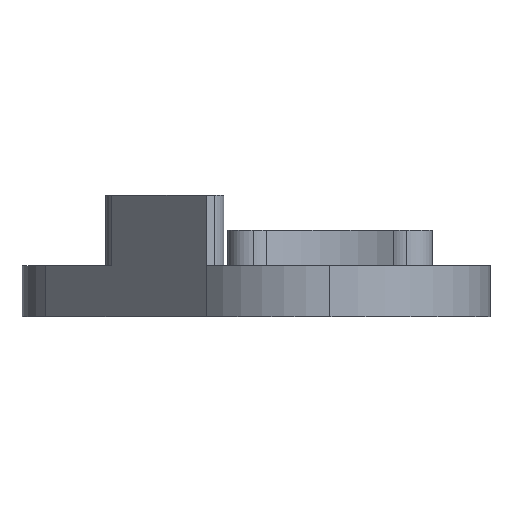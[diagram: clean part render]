
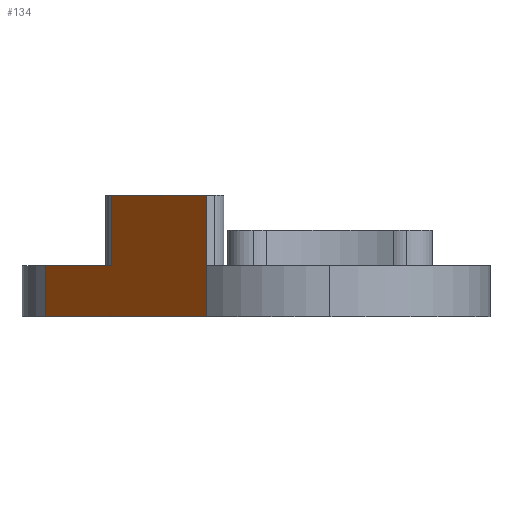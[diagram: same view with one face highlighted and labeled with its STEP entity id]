
A CAD part, left-side view. The second image highlights one B-rep face of the part: STEP entity #134.
In plain terms, the highlighted planar face has unit normal (-0.635, 0.772, 0).
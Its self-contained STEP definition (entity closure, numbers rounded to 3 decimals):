
#34 = LINE ( 'NONE', #987, #525 ) ;
#45 = ORIENTED_EDGE ( 'NONE', *, *, #442, .T. ) ;
#47 = AXIS2_PLACEMENT_3D ( 'NONE', #1021, #944, #1060 ) ;
#50 = CARTESIAN_POINT ( 'NONE',  ( -2.596, 11.095, 0. ) ) ;
#126 = VECTOR ( 'NONE', #1203, 1000. ) ;
#134 = ADVANCED_FACE ( 'NONE', ( #552 ), #775, .T. ) ;
#184 = VERTEX_POINT ( 'NONE', #591 ) ;
#197 = VERTEX_POINT ( 'NONE', #573 ) ;
#213 = CARTESIAN_POINT ( 'NONE',  ( -10.219, 4.828, 0. ) ) ;
#217 = ORIENTED_EDGE ( 'NONE', *, *, #408, .F. ) ;
#219 = CARTESIAN_POINT ( 'NONE',  ( -6.49, 7.894, 4.75 ) ) ;
#239 = VECTOR ( 'NONE', #769, 1000. ) ;
#254 = ORIENTED_EDGE ( 'NONE', *, *, #432, .F. ) ;
#262 = VERTEX_POINT ( 'NONE', #891 ) ;
#286 = VERTEX_POINT ( 'NONE', #536 ) ;
#296 = EDGE_LOOP ( 'NONE', ( #254, #45, #557, #306, #217, #539, #430 ) ) ;
#306 = ORIENTED_EDGE ( 'NONE', *, *, #428, .F. ) ;
#347 = VERTEX_POINT ( 'NONE', #988 ) ;
#391 = VERTEX_POINT ( 'NONE', #213 ) ;
#393 = EDGE_CURVE ( 'NONE', #391, #184, #34, .T. ) ;
#408 = EDGE_CURVE ( 'NONE', #391, #983, #514, .T. ) ;
#426 = VECTOR ( 'NONE', #776, 1000. ) ;
#428 = EDGE_CURVE ( 'NONE', #983, #262, #964, .T. ) ;
#430 = ORIENTED_EDGE ( 'NONE', *, *, #444, .F. ) ;
#432 = EDGE_CURVE ( 'NONE', #286, #197, #942, .T. ) ;
#442 = EDGE_CURVE ( 'NONE', #286, #347, #893, .T. ) ;
#444 = EDGE_CURVE ( 'NONE', #197, #184, #826, .T. ) ;
#514 = LINE ( 'NONE', #711, #239 ) ;
#516 = LINE ( 'NONE', #766, #426 ) ;
#525 = VECTOR ( 'NONE', #1088, 1000. ) ;
#536 = CARTESIAN_POINT ( 'NONE',  ( -5.719, 8.527, 4.75 ) ) ;
#539 = ORIENTED_EDGE ( 'NONE', *, *, #393, .T. ) ;
#552 = FACE_OUTER_BOUND ( 'NONE', #296, .T. ) ;
#557 = ORIENTED_EDGE ( 'NONE', *, *, #559, .T. ) ;
#559 = EDGE_CURVE ( 'NONE', #347, #262, #516, .T. ) ;
#573 = CARTESIAN_POINT ( 'NONE',  ( -10.219, 4.828, 4.75 ) ) ;
#591 = CARTESIAN_POINT ( 'NONE',  ( -10.219, 4.828, 2. ) ) ;
#656 = VECTOR ( 'NONE', #1202, 1000. ) ;
#711 = CARTESIAN_POINT ( 'NONE',  ( -6.49, 7.894, 0. ) ) ;
#766 = CARTESIAN_POINT ( 'NONE',  ( -6.49, 7.894, 2. ) ) ;
#769 = DIRECTION ( 'NONE',  ( 0.772, 0.635, 0. ) ) ;
#775 = PLANE ( 'NONE',  #47 ) ;
#776 = DIRECTION ( 'NONE',  ( 0.772, 0.635, 0. ) ) ;
#826 = LINE ( 'NONE', #1176, #984 ) ;
#891 = CARTESIAN_POINT ( 'NONE',  ( -2.596, 11.095, 2. ) ) ;
#893 = LINE ( 'NONE', #1186, #1077 ) ;
#942 = LINE ( 'NONE', #219, #656 ) ;
#944 = DIRECTION ( 'NONE',  ( -0.635, 0.772, 0. ) ) ;
#964 = LINE ( 'NONE', #1207, #126 ) ;
#983 = VERTEX_POINT ( 'NONE', #50 ) ;
#984 = VECTOR ( 'NONE', #1172, 1000. ) ;
#987 = CARTESIAN_POINT ( 'NONE',  ( -10.219, 4.828, -21.668 ) ) ;
#988 = CARTESIAN_POINT ( 'NONE',  ( -5.719, 8.527, 2. ) ) ;
#1021 = CARTESIAN_POINT ( 'NONE',  ( -6.49, 7.894, -21.668 ) ) ;
#1060 = DIRECTION ( 'NONE',  ( -0.772, -0.635, 0. ) ) ;
#1077 = VECTOR ( 'NONE', #1177, 1000. ) ;
#1088 = DIRECTION ( 'NONE',  ( 0., 0., 1. ) ) ;
#1172 = DIRECTION ( 'NONE',  ( 0., 0., -1. ) ) ;
#1176 = CARTESIAN_POINT ( 'NONE',  ( -10.219, 4.828, 4.75 ) ) ;
#1177 = DIRECTION ( 'NONE',  ( 0., 0., -1. ) ) ;
#1186 = CARTESIAN_POINT ( 'NONE',  ( -5.719, 8.527, 2. ) ) ;
#1202 = DIRECTION ( 'NONE',  ( -0.772, -0.635, 0. ) ) ;
#1203 = DIRECTION ( 'NONE',  ( 0., 0., 1. ) ) ;
#1207 = CARTESIAN_POINT ( 'NONE',  ( -2.596, 11.095, -21.668 ) ) ;
